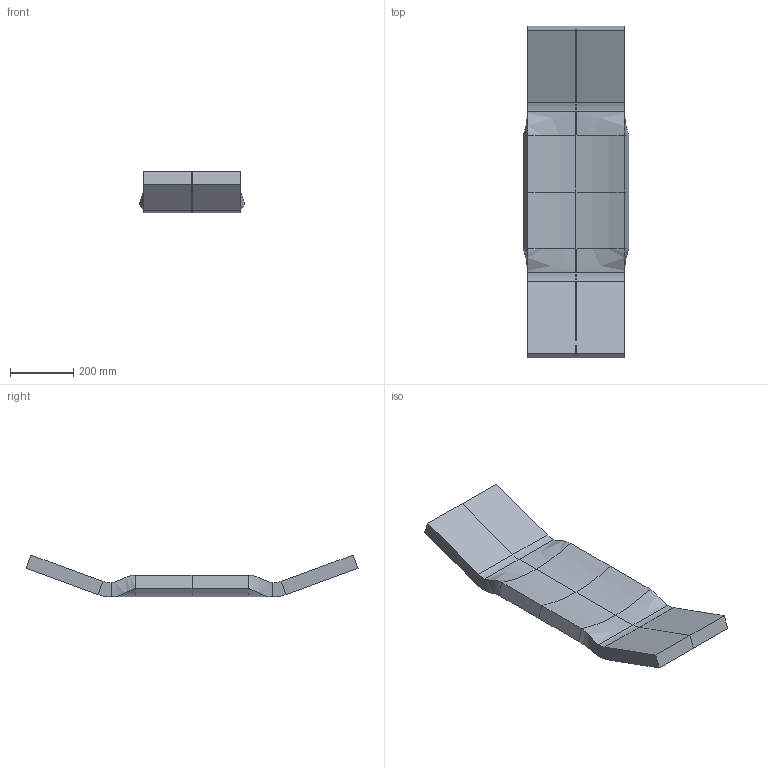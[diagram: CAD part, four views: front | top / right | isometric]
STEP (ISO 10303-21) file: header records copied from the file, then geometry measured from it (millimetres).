
FILE_DESCRIPTION(/* description */ (''),/* implementation_level */ '2;1');
FILE_NAME(/* name */ 'BOARDM~1',/* time_stamp */ '2014-11-27T09:14:45-08:00',/* author */ (''),/* organization */ (''),/* preprocessor_version */ 'ST-DEVELOPER v15',/* originating_system */ '',/* authorisation */ '');
FILE_SCHEMA (('AUTOMOTIVE_DESIGN'));
Length unit declared in the file: inch
Products named in the file (1): Document
Bounding box: 332.69 x 1046.41 x 131.8 mm (x, y, z)
Volume: 14766658.9 mm3; surface area: 1075815.5 mm2
Topology: 16 solids, 16 shells, 96 faces, 192 edges, 128 vertices
Faces by surface type: bspline 56, plane 40
Entity records: 3190 total; most frequent: CARTESIAN_POINT 1886, ORIENTED_EDGE 384, EDGE_CURVE 192, VERTEX_POINT 128, B_SPLINE_CURVE_WITH_KNOTS 96, ADVANCED_FACE 96, FACE_OUTER_BOUND 96, EDGE_LOOP 96
